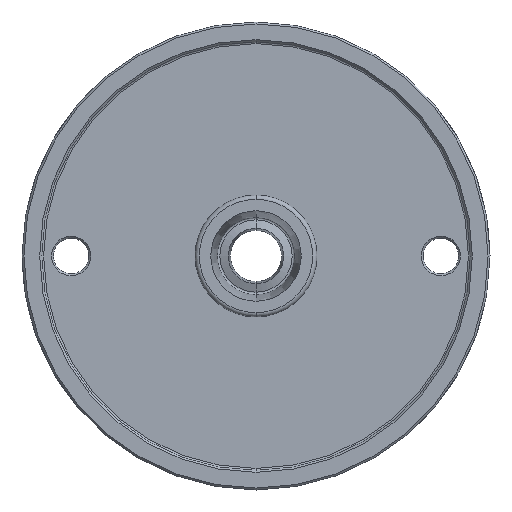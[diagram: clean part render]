
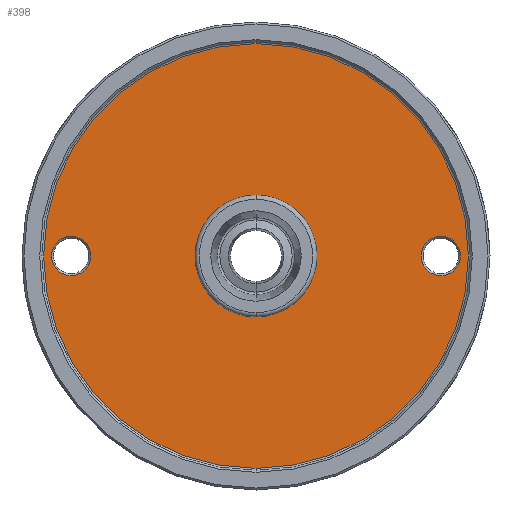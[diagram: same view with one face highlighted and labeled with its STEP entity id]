
A CAD part, front view. The second image highlights one B-rep face of the part: STEP entity #398.
In plain terms, the highlighted planar face has unit normal (0, -1, 0).
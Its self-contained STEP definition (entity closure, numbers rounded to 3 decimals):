
#33 = CIRCLE ( 'NONE', #823, 5. ) ;
#43 = DIRECTION ( 'NONE',  ( 0., 0., -1. ) ) ;
#96 = ORIENTED_EDGE ( 'NONE', *, *, #1690, .T. ) ;
#136 = VERTEX_POINT ( 'NONE', #600 ) ;
#151 = VERTEX_POINT ( 'NONE', #425 ) ;
#157 = FACE_OUTER_BOUND ( 'NONE', #1512, .T. ) ;
#165 = CARTESIAN_POINT ( 'NONE',  ( 59.5, 5., 0. ) ) ;
#167 = AXIS2_PLACEMENT_3D ( 'NONE', #222, #214, #206 ) ;
#184 = AXIS2_PLACEMENT_3D ( 'NONE', #366, #355, #350 ) ;
#193 = VERTEX_POINT ( 'NONE', #344 ) ;
#206 = DIRECTION ( 'NONE',  ( 0., 0., -1. ) ) ;
#214 = DIRECTION ( 'NONE',  ( 0., 1., 0. ) ) ;
#216 = CIRCLE ( 'NONE', #593, 54. ) ;
#218 = AXIS2_PLACEMENT_3D ( 'NONE', #331, #324, #319 ) ;
#222 = CARTESIAN_POINT ( 'NONE',  ( 59.5, 5., 0. ) ) ;
#247 = AXIS2_PLACEMENT_3D ( 'NONE', #478, #473, #469 ) ;
#319 = DIRECTION ( 'NONE',  ( 0., 0., -1. ) ) ;
#324 = DIRECTION ( 'NONE',  ( 0., -1., 0. ) ) ;
#331 = CARTESIAN_POINT ( 'NONE',  ( 59.5, 5., 0. ) ) ;
#344 = CARTESIAN_POINT ( 'NONE',  ( 59.5, 5., -54. ) ) ;
#350 = DIRECTION ( 'NONE',  ( 0., 0., -1. ) ) ;
#355 = DIRECTION ( 'NONE',  ( 0., 1., 0. ) ) ;
#365 = CIRCLE ( 'NONE', #908, 5. ) ;
#366 = CARTESIAN_POINT ( 'NONE',  ( 106.5, 5., 0. ) ) ;
#384 = EDGE_LOOP ( 'NONE', ( #1550, #658 ) ) ;
#398 = ADVANCED_FACE ( 'NONE', ( #589, #1471, #157, #421 ), #1688, .T. ) ;
#404 = ORIENTED_EDGE ( 'NONE', *, *, #1699, .T. ) ;
#421 = FACE_BOUND ( 'NONE', #384, .T. ) ;
#425 = CARTESIAN_POINT ( 'NONE',  ( 59.5, 5., -15.5 ) ) ;
#446 = CIRCLE ( 'NONE', #247, 5. ) ;
#448 = VERTEX_POINT ( 'NONE', #1496 ) ;
#456 = EDGE_LOOP ( 'NONE', ( #1434, #96 ) ) ;
#469 = DIRECTION ( 'NONE',  ( 0., 0., -1. ) ) ;
#473 = DIRECTION ( 'NONE',  ( 0., 1., 0. ) ) ;
#478 = CARTESIAN_POINT ( 'NONE',  ( 12.5, 5., 0. ) ) ;
#487 = DIRECTION ( 'NONE',  ( 0., 0., -1. ) ) ;
#488 = DIRECTION ( 'NONE',  ( 0., 1., 0. ) ) ;
#490 = CIRCLE ( 'NONE', #184, 5. ) ;
#497 = CARTESIAN_POINT ( 'NONE',  ( 12.5, 5., 0. ) ) ;
#564 = CARTESIAN_POINT ( 'NONE',  ( 12.5, 5., -5. ) ) ;
#589 = FACE_BOUND ( 'NONE', #456, .T. ) ;
#593 = AXIS2_PLACEMENT_3D ( 'NONE', #849, #841, #836 ) ;
#599 = AXIS2_PLACEMENT_3D ( 'NONE', #165, #932, #43 ) ;
#600 = CARTESIAN_POINT ( 'NONE',  ( 106.5, 5., 5. ) ) ;
#654 = DIRECTION ( 'NONE',  ( 0., 0., -1. ) ) ;
#658 = ORIENTED_EDGE ( 'NONE', *, *, #1705, .T. ) ;
#661 = DIRECTION ( 'NONE',  ( 0., 1., 0. ) ) ;
#663 = CARTESIAN_POINT ( 'NONE',  ( 106.5, 5., 0. ) ) ;
#670 = CARTESIAN_POINT ( 'NONE',  ( 59.5, 5., 15.5 ) ) ;
#708 = CIRCLE ( 'NONE', #218, 54. ) ;
#720 = CARTESIAN_POINT ( 'NONE',  ( 12.5, 5., 5. ) ) ;
#823 = AXIS2_PLACEMENT_3D ( 'NONE', #497, #488, #487 ) ;
#836 = DIRECTION ( 'NONE',  ( 0., 0., -1. ) ) ;
#841 = DIRECTION ( 'NONE',  ( 0., -1., 0. ) ) ;
#849 = CARTESIAN_POINT ( 'NONE',  ( 59.5, 5., 0. ) ) ;
#908 = AXIS2_PLACEMENT_3D ( 'NONE', #663, #661, #654 ) ;
#921 = CIRCLE ( 'NONE', #599, 15.5 ) ;
#927 = CARTESIAN_POINT ( 'NONE',  ( 106.5, 5., -5. ) ) ;
#932 = DIRECTION ( 'NONE',  ( 0., 1., 0. ) ) ;
#994 = VERTEX_POINT ( 'NONE', #927 ) ;
#1136 = AXIS2_PLACEMENT_3D ( 'NONE', #1645, #1641, #1626 ) ;
#1168 = EDGE_LOOP ( 'NONE', ( #1464, #404 ) ) ;
#1203 = VERTEX_POINT ( 'NONE', #720 ) ;
#1272 = ORIENTED_EDGE ( 'NONE', *, *, #1518, .T. ) ;
#1304 = EDGE_CURVE ( 'NONE', #994, #136, #365, .T. ) ;
#1339 = EDGE_CURVE ( 'NONE', #1497, #1203, #33, .T. ) ;
#1380 = CIRCLE ( 'NONE', #167, 15.5 ) ;
#1434 = ORIENTED_EDGE ( 'NONE', *, *, #1339, .T. ) ;
#1464 = ORIENTED_EDGE ( 'NONE', *, *, #1304, .T. ) ;
#1471 = FACE_BOUND ( 'NONE', #1168, .T. ) ;
#1496 = CARTESIAN_POINT ( 'NONE',  ( 59.5, 5., 54. ) ) ;
#1497 = VERTEX_POINT ( 'NONE', #564 ) ;
#1505 = EDGE_CURVE ( 'NONE', #151, #1549, #921, .T. ) ;
#1512 = EDGE_LOOP ( 'NONE', ( #1515, #1272 ) ) ;
#1515 = ORIENTED_EDGE ( 'NONE', *, *, #1700, .T. ) ;
#1518 = EDGE_CURVE ( 'NONE', #448, #193, #216, .T. ) ;
#1549 = VERTEX_POINT ( 'NONE', #670 ) ;
#1550 = ORIENTED_EDGE ( 'NONE', *, *, #1505, .T. ) ;
#1626 = DIRECTION ( 'NONE',  ( 0., 0., -1. ) ) ;
#1641 = DIRECTION ( 'NONE',  ( 0., -1., 0. ) ) ;
#1645 = CARTESIAN_POINT ( 'NONE',  ( 5., 5., 0. ) ) ;
#1688 = PLANE ( 'NONE',  #1136 ) ;
#1690 = EDGE_CURVE ( 'NONE', #1203, #1497, #446, .T. ) ;
#1699 = EDGE_CURVE ( 'NONE', #136, #994, #490, .T. ) ;
#1700 = EDGE_CURVE ( 'NONE', #193, #448, #708, .T. ) ;
#1705 = EDGE_CURVE ( 'NONE', #1549, #151, #1380, .T. ) ;
